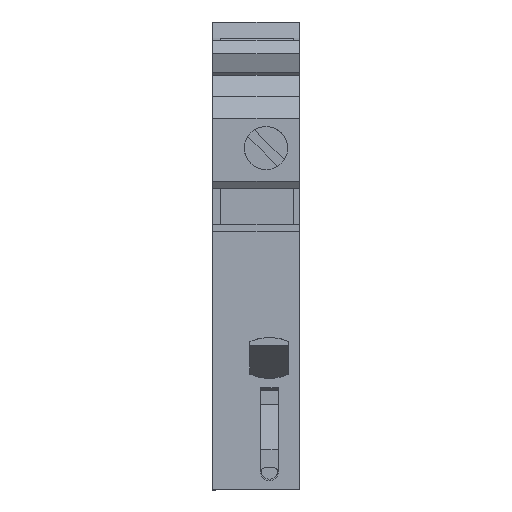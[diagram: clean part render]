
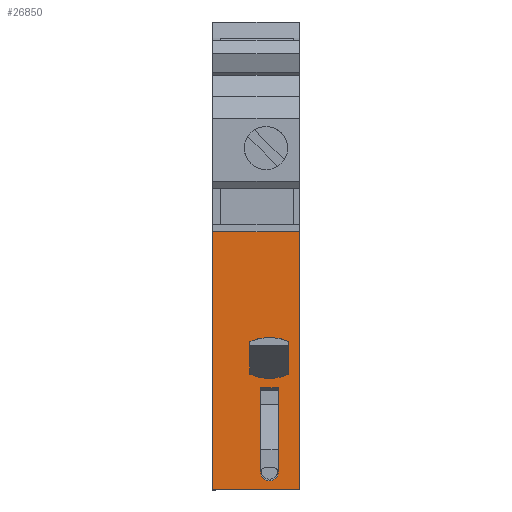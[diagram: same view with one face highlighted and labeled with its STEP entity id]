
A CAD part, top view. The second image highlights one B-rep face of the part: STEP entity #26850.
In plain terms, the highlighted face is planar.
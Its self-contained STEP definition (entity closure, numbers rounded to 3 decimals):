
#1010=CARTESIAN_POINT('',(-42.908,-17.408,
54.67));
#1020=VERTEX_POINT('',#1010);
#1050=CARTESIAN_POINT('',(-42.966,-17.429,
54.67));
#1060=DIRECTION('',(-0.94,-0.342,
0.));
#1070=VECTOR('',#1060,1.);
#1080=LINE('',#1050,#1070);
#1090=CARTESIAN_POINT('',(-14.436,-7.045,
54.67));
#1100=VERTEX_POINT('',#1090);
#1110=EDGE_CURVE('',#1100,#1020,#1080,.T.);
#11630=CARTESIAN_POINT('',(-14.436,-7.045,
44.52));
#11640=VERTEX_POINT('',#11630);
#11670=CARTESIAN_POINT('',(-42.966,-17.429,
44.52));
#11680=DIRECTION('',(0.94,0.342,
0.));
#11690=VECTOR('',#11680,1.);
#11700=LINE('',#11670,#11690);
#11710=CARTESIAN_POINT('',(-42.908,-17.408,
44.52));
#11720=VERTEX_POINT('',#11710);
#11730=EDGE_CURVE('',#11720,#11640,#11700,.T.);
#25930=CARTESIAN_POINT('',(-42.908,-17.408,
54.67));
#25940=DIRECTION('',(0.342,-0.94,
0.));
#25950=DIRECTION('',(-0.94,-0.342,
0.));
#25960=AXIS2_PLACEMENT_3D('',#25930,#25940,#25950);
#25970=PLANE('',#25960);
#25980=CARTESIAN_POINT('',(-39.705,-16.242,
48.87));
#25990=DIRECTION('',(-0.94,-0.342,
0.));
#26000=VECTOR('',#25990,1.);
#26010=LINE('',#25980,#26000);
#26020=CARTESIAN_POINT('',(-26.605,-11.474,
48.87));
#26030=VERTEX_POINT('',#26020);
#26040=CARTESIAN_POINT('',(-30.176,-12.774,
48.87));
#26050=VERTEX_POINT('',#26040);
#26060=EDGE_CURVE('',#26030,#26050,#26010,.T.);
#26070=ORIENTED_EDGE('',*,*,#26060,.F.);
#26080=CARTESIAN_POINT('',(-25.515,-11.078,
51.17));
#26090=DIRECTION('',(0.342,-0.94,
0.));
#26100=DIRECTION('',(0.94,0.342,
0.));
#26110=AXIS2_PLACEMENT_3D('',#26080,#26090,#26100);
#26120=CIRCLE('',#26110,5.467);
#26130=CARTESIAN_POINT('',(-30.176,-12.774,
53.47));
#26140=VERTEX_POINT('',#26130);
#26150=EDGE_CURVE('',#26140,#26050,#26120,.T.);
#26160=ORIENTED_EDGE('',*,*,#26150,.T.);
#26170=CARTESIAN_POINT('',(-42.966,-17.429,
53.47));
#26180=DIRECTION('',(0.94,0.342,
0.));
#26190=VECTOR('',#26180,1.);
#26200=LINE('',#26170,#26190);
#26210=CARTESIAN_POINT('',(-26.605,-11.474,
53.47));
#26220=VERTEX_POINT('',#26210);
#26230=EDGE_CURVE('',#26140,#26220,#26200,.T.);
#26240=ORIENTED_EDGE('',*,*,#26230,.F.);
#26250=CARTESIAN_POINT('',(-31.266,-13.171,
51.17));
#26260=DIRECTION('',(-0.342,0.94,
0.));
#26270=DIRECTION('',(-0.94,-0.342,
0.));
#26280=AXIS2_PLACEMENT_3D('',#26250,#26260,#26270);
#26290=CIRCLE('',#26280,5.467);
#26300=EDGE_CURVE('',#26220,#26030,#26290,.T.);
#26310=ORIENTED_EDGE('',*,*,#26300,.F.);
#26320=EDGE_LOOP('',(#26310,#26240,#26160,#26070));
#26330=FACE_BOUND('',#26320,.T.);
#26340=CARTESIAN_POINT('',(-31.679,-13.321,
55.02));
#26350=DIRECTION('',(0.,0.,-1.));
#26360=VECTOR('',#26350,1.);
#26370=LINE('',#26340,#26360);
#26380=CARTESIAN_POINT('',(-31.679,-13.321,
52.22));
#26390=VERTEX_POINT('',#26380);
#26400=CARTESIAN_POINT('',(-31.679,-13.321,
50.12));
#26410=VERTEX_POINT('',#26400);
#26420=EDGE_CURVE('',#26390,#26410,#26370,.T.);
#26430=ORIENTED_EDGE('',*,*,#26420,.F.);
#26440=CARTESIAN_POINT('',(-39.705,-16.242,
50.12));
#26450=DIRECTION('',(-0.94,-0.342,
0.));
#26460=VECTOR('',#26450,1.);
#26470=LINE('',#26440,#26460);
#26480=CARTESIAN_POINT('',(-40.982,-16.707,
50.12));
#26490=VERTEX_POINT('',#26480);
#26500=EDGE_CURVE('',#26410,#26490,#26470,.T.);
#26510=ORIENTED_EDGE('',*,*,#26500,.F.);
#26520=CARTESIAN_POINT('',(-40.982,-16.707,
51.17));
#26530=DIRECTION('',(0.342,-0.94,
0.));
#26540=DIRECTION('',(-0.94,-0.342,
0.));
#26550=AXIS2_PLACEMENT_3D('',#26520,#26530,#26540);
#26560=CIRCLE('',#26550,1.05);
#26570=CARTESIAN_POINT('',(-40.982,-16.707,
52.22));
#26580=VERTEX_POINT('',#26570);
#26590=EDGE_CURVE('',#26580,#26490,#26560,.T.);
#26600=ORIENTED_EDGE('',*,*,#26590,.T.);
#26610=CARTESIAN_POINT('',(-39.705,-16.242,
52.22));
#26620=DIRECTION('',(0.94,0.342,
0.));
#26630=VECTOR('',#26620,1.);
#26640=LINE('',#26610,#26630);
#26650=EDGE_CURVE('',#26580,#26390,#26640,.T.);
#26660=ORIENTED_EDGE('',*,*,#26650,.F.);
#26670=EDGE_LOOP('',(#26660,#26600,#26510,#26430));
#26680=FACE_BOUND('',#26670,.T.);
#26690=CARTESIAN_POINT('',(-42.908,-17.408,
54.67));
#26700=DIRECTION('',(0.,0.,-1.));
#26710=VECTOR('',#26700,1.);
#26720=LINE('',#26690,#26710);
#26730=EDGE_CURVE('',#1020,#11720,#26720,.T.);
#26740=ORIENTED_EDGE('',*,*,#26730,.F.);
#26750=ORIENTED_EDGE('',*,*,#11730,.F.);
#26760=CARTESIAN_POINT('',(-14.436,-7.045,
54.67));
#26770=DIRECTION('',(0.,0.,1.));
#26780=VECTOR('',#26770,1.);
#26790=LINE('',#26760,#26780);
#26800=EDGE_CURVE('',#11640,#1100,#26790,.T.);
#26810=ORIENTED_EDGE('',*,*,#26800,.F.);
#26820=ORIENTED_EDGE('',*,*,#1110,.F.);
#26830=EDGE_LOOP('',(#26820,#26810,#26750,#26740));
#26840=FACE_OUTER_BOUND('',#26830,.T.);
#26850=ADVANCED_FACE('',(#26330,#26680,#26840),#25970,.F.);
